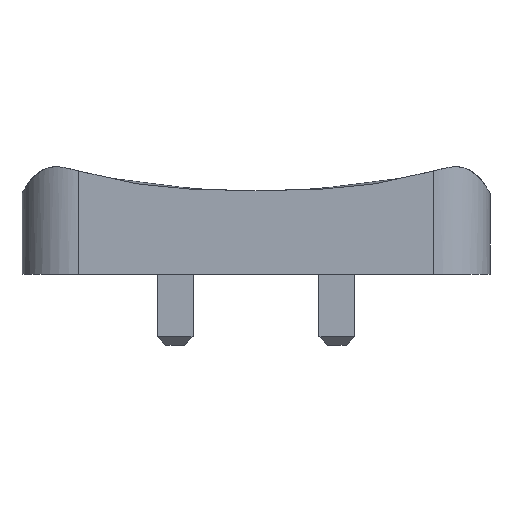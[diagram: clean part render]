
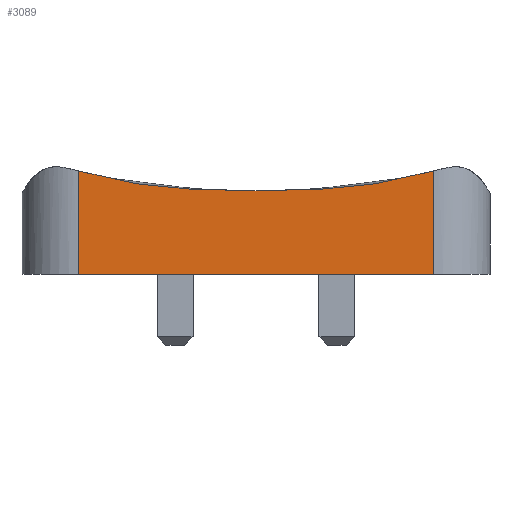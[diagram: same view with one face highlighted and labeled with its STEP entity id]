
A CAD part, front view. The second image highlights one B-rep face of the part: STEP entity #3089.
In plain terms, the highlighted planar face has unit normal (0, -1, 0).
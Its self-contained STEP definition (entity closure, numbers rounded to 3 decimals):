
#156 = VERTEX_POINT('',#157);
#157 = CARTESIAN_POINT('',(-6.25,-8.25,0.));
#166 = VERTEX_POINT('',#167);
#167 = CARTESIAN_POINT('',(-6.25,-8.25,3.642));
#228 = EDGE_CURVE('',#156,#166,#229,.T.);
#229 = LINE('',#230,#231);
#230 = CARTESIAN_POINT('',(-6.25,-8.25,0.));
#231 = VECTOR('',#232,1.);
#232 = DIRECTION('',(0.,0.,1.));
#244 = EDGE_CURVE('',#166,#245,#247,.T.);
#245 = VERTEX_POINT('',#246);
#246 = CARTESIAN_POINT('',(0.,-8.25,2.949));
#247 = B_SPLINE_CURVE_WITH_KNOTS('',3,(#248,#249,#250,#251,#252,#253),
  .UNSPECIFIED.,.F.,.F.,(4,1,1,4),(0.,0.333,0.667,1.),
  .QUASI_UNIFORM_KNOTS.);
#248 = CARTESIAN_POINT('',(-8.25,-8.25,2.85));
#249 = CARTESIAN_POINT('',(-8.03,-8.25,3.301));
#250 = CARTESIAN_POINT('',(-7.316,-8.25,4.062));
#251 = CARTESIAN_POINT('',(-5.912,-8.25,3.45));
#252 = CARTESIAN_POINT('',(-2.85,-8.25,2.921));
#253 = CARTESIAN_POINT('',(0.,-8.25,2.949));
#421 = VERTEX_POINT('',#422);
#422 = CARTESIAN_POINT('',(6.25,-8.25,0.));
#431 = VERTEX_POINT('',#432);
#432 = CARTESIAN_POINT('',(6.25,-8.25,3.642));
#493 = EDGE_CURVE('',#421,#431,#494,.T.);
#494 = LINE('',#495,#496);
#495 = CARTESIAN_POINT('',(6.25,-8.25,0.));
#496 = VECTOR('',#497,1.);
#497 = DIRECTION('',(0.,0.,1.));
#509 = EDGE_CURVE('',#431,#245,#510,.T.);
#510 = B_SPLINE_CURVE_WITH_KNOTS('',3,(#511,#512,#513,#514,#515,#516),
  .UNSPECIFIED.,.F.,.F.,(4,1,1,4),(0.,0.333,0.667,1.),
  .QUASI_UNIFORM_KNOTS.);
#511 = CARTESIAN_POINT('',(8.25,-8.25,2.85));
#512 = CARTESIAN_POINT('',(8.03,-8.25,3.301));
#513 = CARTESIAN_POINT('',(7.316,-8.25,4.062));
#514 = CARTESIAN_POINT('',(5.912,-8.25,3.45));
#515 = CARTESIAN_POINT('',(2.85,-8.25,2.921));
#516 = CARTESIAN_POINT('',(0.,-8.25,2.949));
#544 = EDGE_CURVE('',#156,#421,#545,.T.);
#545 = LINE('',#546,#547);
#546 = CARTESIAN_POINT('',(0.,-8.25,0.));
#547 = VECTOR('',#548,1.);
#548 = DIRECTION('',(1.,0.,0.));
#3089 = ADVANCED_FACE('',(#3090),#3097,.T.);
#3090 = FACE_BOUND('',#3091,.T.);
#3091 = EDGE_LOOP('',(#3092,#3093,#3094,#3095,#3096));
#3092 = ORIENTED_EDGE('',*,*,#544,.T.);
#3093 = ORIENTED_EDGE('',*,*,#493,.T.);
#3094 = ORIENTED_EDGE('',*,*,#509,.T.);
#3095 = ORIENTED_EDGE('',*,*,#244,.F.);
#3096 = ORIENTED_EDGE('',*,*,#228,.F.);
#3097 = PLANE('',#3098);
#3098 = AXIS2_PLACEMENT_3D('',#3099,#3100,#3101);
#3099 = CARTESIAN_POINT('',(0.,-8.25,1.637));
#3100 = DIRECTION('',(0.,-1.,0.));
#3101 = DIRECTION('',(0.,0.,-1.));
